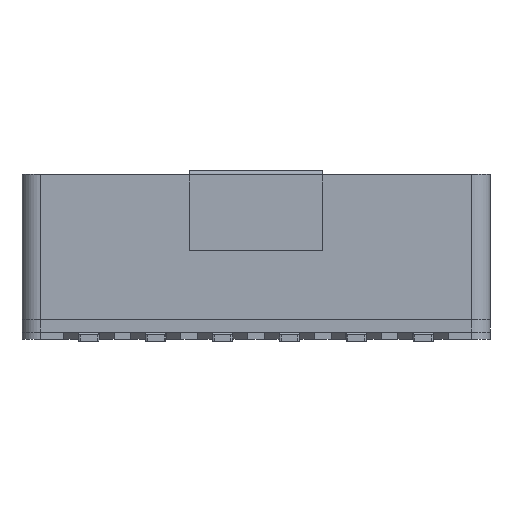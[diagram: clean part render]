
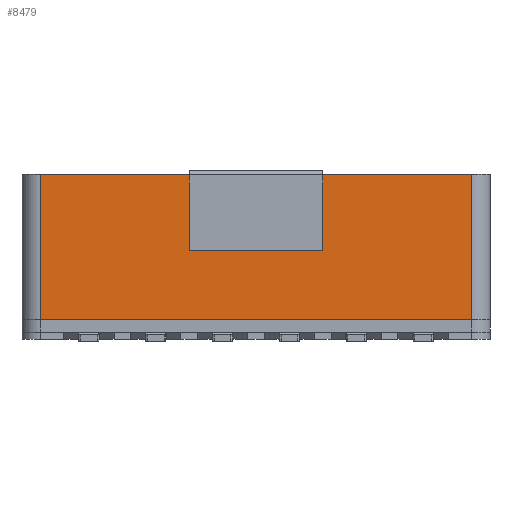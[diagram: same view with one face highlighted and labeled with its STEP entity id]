
A CAD part, front view. The second image highlights one B-rep face of the part: STEP entity #8479.
In plain terms, the highlighted planar face has unit normal (0, -1, 0).
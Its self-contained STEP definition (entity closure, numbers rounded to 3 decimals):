
#302=PLANE('',#9191);
#1312=LINE('',#13750,#2374);
#1340=LINE('',#13813,#2402);
#1341=LINE('',#13816,#2403);
#1342=LINE('',#13817,#2404);
#2374=VECTOR('',#11221,1000.);
#2402=VECTOR('',#11279,1000.);
#2403=VECTOR('',#11280,1000.);
#2404=VECTOR('',#11281,1000.);
#4505=ORIENTED_EDGE('',*,*,#6093,.F.);
#4506=ORIENTED_EDGE('',*,*,#6094,.T.);
#4507=ORIENTED_EDGE('',*,*,#6059,.T.);
#4508=ORIENTED_EDGE('',*,*,#6095,.T.);
#6059=EDGE_CURVE('',#6955,#6954,#1312,.T.);
#6093=EDGE_CURVE('',#6975,#6976,#1340,.T.);
#6094=EDGE_CURVE('',#6975,#6955,#1341,.T.);
#6095=EDGE_CURVE('',#6954,#6976,#1342,.T.);
#6954=VERTEX_POINT('',#13749);
#6955=VERTEX_POINT('',#13751);
#6975=VERTEX_POINT('',#13814);
#6976=VERTEX_POINT('',#13815);
#7538=EDGE_LOOP('',(#4505,#4506,#4507,#4508));
#7966=FACE_BOUND('',#7538,.T.);
#8479=ADVANCED_FACE('',(#7966),#302,.F.);
#9191=AXIS2_PLACEMENT_3D('',#13812,#11277,#11278);
#11221=DIRECTION('',(-1.,0.,0.));
#11277=DIRECTION('',(0.,1.,0.));
#11278=DIRECTION('',(0.,0.,1.));
#11279=DIRECTION('',(-1.,0.,0.));
#11280=DIRECTION('',(0.,0.,1.));
#11281=DIRECTION('',(0.,0.,-1.));
#13749=CARTESIAN_POINT('',(-6.45,-2.55,0.));
#13750=CARTESIAN_POINT('',(9.872,-2.55,0.));
#13751=CARTESIAN_POINT('',(6.45,-2.55,0.));
#13812=CARTESIAN_POINT('',(9.872,-2.55,0.));
#13813=CARTESIAN_POINT('',(9.872,-2.55,-4.34));
#13814=CARTESIAN_POINT('',(6.45,-2.55,-4.34));
#13815=CARTESIAN_POINT('',(-6.45,-2.55,-4.34));
#13816=CARTESIAN_POINT('',(6.45,-2.55,0.));
#13817=CARTESIAN_POINT('',(-6.45,-2.55,-4.34));
